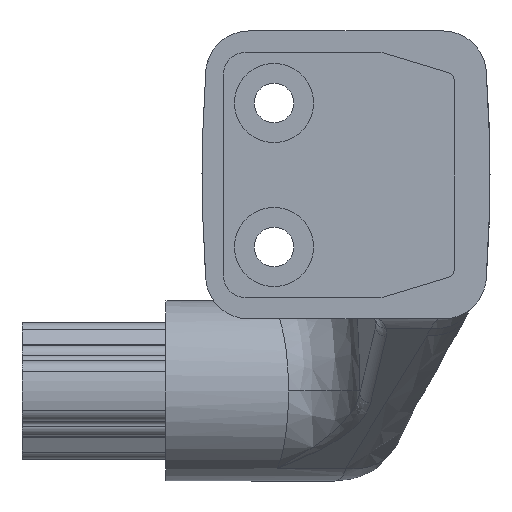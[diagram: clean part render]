
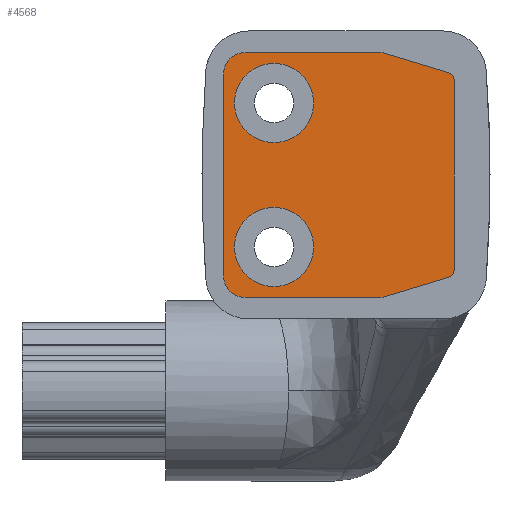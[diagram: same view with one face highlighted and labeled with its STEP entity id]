
A CAD part, front view. The second image highlights one B-rep face of the part: STEP entity #4568.
In plain terms, the highlighted planar face has unit normal (0, -1, 0).
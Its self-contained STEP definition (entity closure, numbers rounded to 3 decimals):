
#37 = ORIENTED_EDGE ( 'NONE', *, *, #2736, .T. ) ;
#38 = DIRECTION ( 'NONE',  ( 0., -1., 0. ) ) ;
#136 = VECTOR ( 'NONE', #1125, 1000. ) ;
#211 = FACE_OUTER_BOUND ( 'NONE', #3630, .T. ) ;
#327 = VECTOR ( 'NONE', #3788, 1000. ) ;
#388 = CARTESIAN_POINT ( 'NONE',  ( -15., 7., 17. ) ) ;
#419 = CARTESIAN_POINT ( 'NONE',  ( -5., 7., -13.256 ) ) ;
#424 = CIRCLE ( 'NONE', #601, 3. ) ;
#425 = AXIS2_PLACEMENT_3D ( 'NONE', #3518, #3024, #2514 ) ;
#427 = CARTESIAN_POINT ( 'NONE',  ( -30., 7., -10. ) ) ;
#430 = VECTOR ( 'NONE', #1726, 1000. ) ;
#459 = ORIENTED_EDGE ( 'NONE', *, *, #3486, .F. ) ;
#461 = AXIS2_PLACEMENT_3D ( 'NONE', #2802, #2295, #1788 ) ;
#489 = ORIENTED_EDGE ( 'NONE', *, *, #637, .T. ) ;
#523 = DIRECTION ( 'NONE',  ( 0., -1., 0. ) ) ;
#601 = AXIS2_PLACEMENT_3D ( 'NONE', #888, #523, #1408 ) ;
#616 = PLANE ( 'NONE',  #425 ) ;
#637 = EDGE_CURVE ( 'NONE', #3128, #1830, #4067, .T. ) ;
#669 = VERTEX_POINT ( 'NONE', #419 ) ;
#729 = ORIENTED_EDGE ( 'NONE', *, *, #1592, .F. ) ;
#730 = DIRECTION ( 'NONE',  ( 0., 0., -1. ) ) ;
#801 = ORIENTED_EDGE ( 'NONE', *, *, #3560, .F. ) ;
#831 = AXIS2_PLACEMENT_3D ( 'NONE', #2191, #1276, #1516 ) ;
#863 = CARTESIAN_POINT ( 'NONE',  ( -34., 7., 17. ) ) ;
#877 = AXIS2_PLACEMENT_3D ( 'NONE', #4925, #4396, #3871 ) ;
#878 = VERTEX_POINT ( 'NONE', #3999 ) ;
#884 = EDGE_LOOP ( 'NONE', ( #2380, #729 ) ) ;
#888 = CARTESIAN_POINT ( 'NONE',  ( -34., 7., -14. ) ) ;
#964 = VERTEX_POINT ( 'NONE', #2215 ) ;
#1060 = CARTESIAN_POINT ( 'NONE',  ( -15., 7., 17. ) ) ;
#1070 = CIRCLE ( 'NONE', #2249, 5.5 ) ;
#1086 = VERTEX_POINT ( 'NONE', #2584 ) ;
#1125 = DIRECTION ( 'NONE',  ( 0., 0., 1. ) ) ;
#1138 = ORIENTED_EDGE ( 'NONE', *, *, #3392, .T. ) ;
#1167 = EDGE_CURVE ( 'NONE', #2869, #4754, #4491, .T. ) ;
#1191 = CIRCLE ( 'NONE', #831, 1. ) ;
#1200 = CIRCLE ( 'NONE', #3682, 1. ) ;
#1202 = VERTEX_POINT ( 'NONE', #2049 ) ;
#1230 = DIRECTION ( 'NONE',  ( 0., -1., 0. ) ) ;
#1276 = DIRECTION ( 'NONE',  ( 0., -1., 0. ) ) ;
#1318 = DIRECTION ( 'NONE',  ( 1., 0., 0. ) ) ;
#1319 = ORIENTED_EDGE ( 'NONE', *, *, #1375, .T. ) ;
#1325 = DIRECTION ( 'NONE',  ( -1., 0., 0. ) ) ;
#1336 = CIRCLE ( 'NONE', #461, 5.5 ) ;
#1345 = CARTESIAN_POINT ( 'NONE',  ( -5.713, 7., -14.214 ) ) ;
#1375 = EDGE_CURVE ( 'NONE', #1086, #4755, #424, .T. ) ;
#1408 = DIRECTION ( 'NONE',  ( 0., 0., 1. ) ) ;
#1448 = CIRCLE ( 'NONE', #2655, 5.5 ) ;
#1516 = DIRECTION ( 'NONE',  ( 0., 0., 1. ) ) ;
#1568 = AXIS2_PLACEMENT_3D ( 'NONE', #2057, #2613, #2972 ) ;
#1592 = EDGE_CURVE ( 'NONE', #2504, #964, #1070, .T. ) ;
#1600 = VECTOR ( 'NONE', #4845, 1000. ) ;
#1618 = CARTESIAN_POINT ( 'NONE',  ( -5., 7., 13.256 ) ) ;
#1673 = VERTEX_POINT ( 'NONE', #3823 ) ;
#1726 = DIRECTION ( 'NONE',  ( 0., 0., -1. ) ) ;
#1788 = DIRECTION ( 'NONE',  ( 0., 0., -1. ) ) ;
#1804 = CARTESIAN_POINT ( 'NONE',  ( -5.713, 7., 14.214 ) ) ;
#1821 = CARTESIAN_POINT ( 'NONE',  ( -15., 7., -17. ) ) ;
#1830 = VERTEX_POINT ( 'NONE', #1835 ) ;
#1835 = CARTESIAN_POINT ( 'NONE',  ( -37., 7., 14. ) ) ;
#1998 = DIRECTION ( 'NONE',  ( 0., 0., 1. ) ) ;
#2049 = CARTESIAN_POINT ( 'NONE',  ( -5., 7., 13.256 ) ) ;
#2057 = CARTESIAN_POINT ( 'NONE',  ( -34., 7., 14. ) ) ;
#2067 = CARTESIAN_POINT ( 'NONE',  ( -15., 7., -17. ) ) ;
#2113 = LINE ( 'NONE', #1618, #136 ) ;
#2117 = CARTESIAN_POINT ( 'NONE',  ( -6., 7., 13.256 ) ) ;
#2175 = EDGE_CURVE ( 'NONE', #2475, #3128, #3028, .T. ) ;
#2191 = CARTESIAN_POINT ( 'NONE',  ( -6., 7., -13.256 ) ) ;
#2215 = CARTESIAN_POINT ( 'NONE',  ( -30., 7., -15.5 ) ) ;
#2231 = CARTESIAN_POINT ( 'NONE',  ( -37., 7., -14. ) ) ;
#2249 = AXIS2_PLACEMENT_3D ( 'NONE', #427, #38, #3340 ) ;
#2258 = EDGE_CURVE ( 'NONE', #4754, #669, #1191, .T. ) ;
#2260 = FACE_BOUND ( 'NONE', #884, .T. ) ;
#2295 = DIRECTION ( 'NONE',  ( 0., -1., 0. ) ) ;
#2325 = LINE ( 'NONE', #1821, #4841 ) ;
#2380 = ORIENTED_EDGE ( 'NONE', *, *, #4909, .F. ) ;
#2391 = ORIENTED_EDGE ( 'NONE', *, *, #3555, .T. ) ;
#2400 = LINE ( 'NONE', #388, #1600 ) ;
#2403 = CIRCLE ( 'NONE', #877, 5.5 ) ;
#2475 = VERTEX_POINT ( 'NONE', #1060 ) ;
#2504 = VERTEX_POINT ( 'NONE', #4924 ) ;
#2514 = DIRECTION ( 'NONE',  ( 0., 0., 1. ) ) ;
#2584 = CARTESIAN_POINT ( 'NONE',  ( -37., 7., -14. ) ) ;
#2613 = DIRECTION ( 'NONE',  ( 0., -1., 0. ) ) ;
#2655 = AXIS2_PLACEMENT_3D ( 'NONE', #3244, #1230, #730 ) ;
#2736 = EDGE_CURVE ( 'NONE', #1202, #4972, #1200, .T. ) ;
#2741 = LINE ( 'NONE', #2231, #430 ) ;
#2775 = CARTESIAN_POINT ( 'NONE',  ( -34., 7., 17. ) ) ;
#2802 = CARTESIAN_POINT ( 'NONE',  ( -30., 7., -10. ) ) ;
#2869 = VERTEX_POINT ( 'NONE', #2067 ) ;
#2937 = VECTOR ( 'NONE', #1325, 1000. ) ;
#2972 = DIRECTION ( 'NONE',  ( 0., 0., -1. ) ) ;
#3024 = DIRECTION ( 'NONE',  ( 0., 1., 0. ) ) ;
#3028 = LINE ( 'NONE', #863, #2937 ) ;
#3077 = CARTESIAN_POINT ( 'NONE',  ( -34., 7., -17. ) ) ;
#3097 = ORIENTED_EDGE ( 'NONE', *, *, #2175, .T. ) ;
#3128 = VERTEX_POINT ( 'NONE', #2775 ) ;
#3244 = CARTESIAN_POINT ( 'NONE',  ( -30., 7., 10. ) ) ;
#3340 = DIRECTION ( 'NONE',  ( 0., 0., -1. ) ) ;
#3392 = EDGE_CURVE ( 'NONE', #4755, #2869, #2325, .T. ) ;
#3404 = FACE_BOUND ( 'NONE', #4879, .T. ) ;
#3486 = EDGE_CURVE ( 'NONE', #1673, #878, #2403, .T. ) ;
#3491 = DIRECTION ( 'NONE',  ( 0., -1., 0. ) ) ;
#3518 = CARTESIAN_POINT ( 'NONE',  ( -6., 7., 13.256 ) ) ;
#3555 = EDGE_CURVE ( 'NONE', #1830, #1086, #2741, .T. ) ;
#3560 = EDGE_CURVE ( 'NONE', #878, #1673, #1448, .T. ) ;
#3573 = ORIENTED_EDGE ( 'NONE', *, *, #2258, .T. ) ;
#3582 = CARTESIAN_POINT ( 'NONE',  ( -5.713, 7., -14.214 ) ) ;
#3630 = EDGE_LOOP ( 'NONE', ( #4425, #3097, #489, #2391, #1319, #1138, #4860, #3573, #3798, #37 ) ) ;
#3682 = AXIS2_PLACEMENT_3D ( 'NONE', #2117, #3491, #1998 ) ;
#3788 = DIRECTION ( 'NONE',  ( 0.958, 0., 0.287 ) ) ;
#3798 = ORIENTED_EDGE ( 'NONE', *, *, #4560, .T. ) ;
#3823 = CARTESIAN_POINT ( 'NONE',  ( -30., 7., 4.5 ) ) ;
#3871 = DIRECTION ( 'NONE',  ( 0., 0., -1. ) ) ;
#3999 = CARTESIAN_POINT ( 'NONE',  ( -30., 7., 15.5 ) ) ;
#4067 = CIRCLE ( 'NONE', #1568, 3. ) ;
#4266 = EDGE_CURVE ( 'NONE', #4972, #2475, #2400, .T. ) ;
#4396 = DIRECTION ( 'NONE',  ( 0., -1., 0. ) ) ;
#4425 = ORIENTED_EDGE ( 'NONE', *, *, #4266, .T. ) ;
#4491 = LINE ( 'NONE', #1345, #327 ) ;
#4560 = EDGE_CURVE ( 'NONE', #669, #1202, #2113, .T. ) ;
#4568 = ADVANCED_FACE ( 'NONE', ( #2260, #3404, #211 ), #616, .F. ) ;
#4754 = VERTEX_POINT ( 'NONE', #3582 ) ;
#4755 = VERTEX_POINT ( 'NONE', #3077 ) ;
#4841 = VECTOR ( 'NONE', #1318, 1000. ) ;
#4845 = DIRECTION ( 'NONE',  ( -0.958, 0., 0.287 ) ) ;
#4860 = ORIENTED_EDGE ( 'NONE', *, *, #1167, .T. ) ;
#4879 = EDGE_LOOP ( 'NONE', ( #459, #801 ) ) ;
#4909 = EDGE_CURVE ( 'NONE', #964, #2504, #1336, .T. ) ;
#4924 = CARTESIAN_POINT ( 'NONE',  ( -30., 7., -4.5 ) ) ;
#4925 = CARTESIAN_POINT ( 'NONE',  ( -30., 7., 10. ) ) ;
#4972 = VERTEX_POINT ( 'NONE', #1804 ) ;
